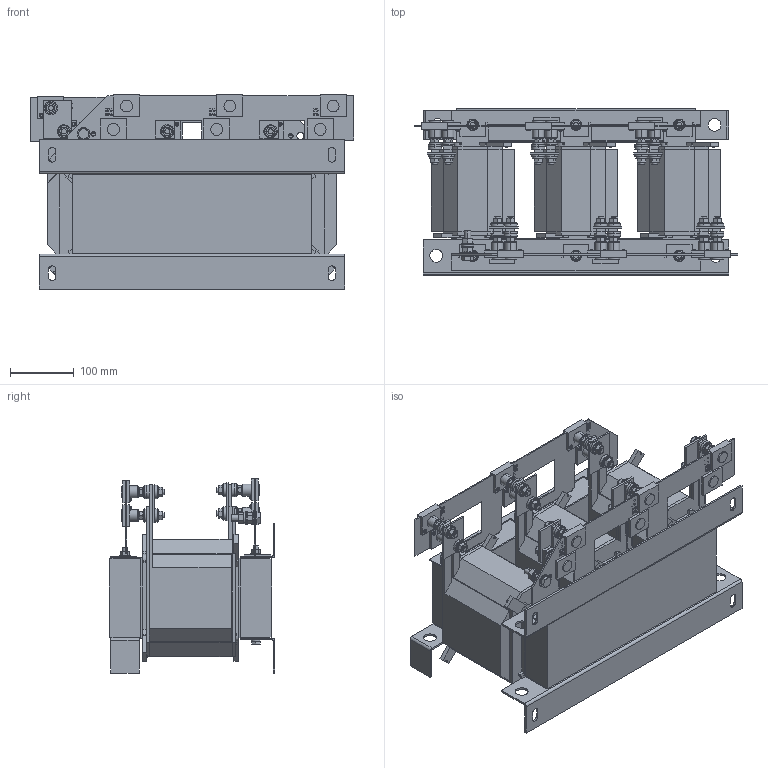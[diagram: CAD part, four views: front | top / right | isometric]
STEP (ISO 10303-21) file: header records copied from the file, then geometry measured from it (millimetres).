
FILE_DESCRIPTION (( 'STEP AP214' ), '1' );
FILE_NAME ('862916.STEP', '2024-04-08T08:30:48', ( '' ), ( '' ), 'SwSTEP 2.0', 'SolidWorks 2022', '' );
FILE_SCHEMA (( 'AUTOMOTIVE_DESIGN' ));
Length unit declared in the file: millimetre
Products named in the file (1): 862916
Bounding box: 509 x 261.05 x 305.3 mm (x, y, z)
Volume: 14640199.6 mm3; surface area: 1104413.2 mm2
Topology: 1 solids, 1 shells, 3177 faces, 8062 edges, 5132 vertices
Faces by surface type: plane 1927, cylinder 424, cone 398, bspline 390, torus 38
Entity records: 112124 total; most frequent: CARTESIAN_POINT 38612, ORIENTED_EDGE 16124, DIRECTION 13520, EDGE_CURVE 8062, VERTEX_POINT 5132, LINE 5068, VECTOR 5068, AXIS2_PLACEMENT_3D 4226
